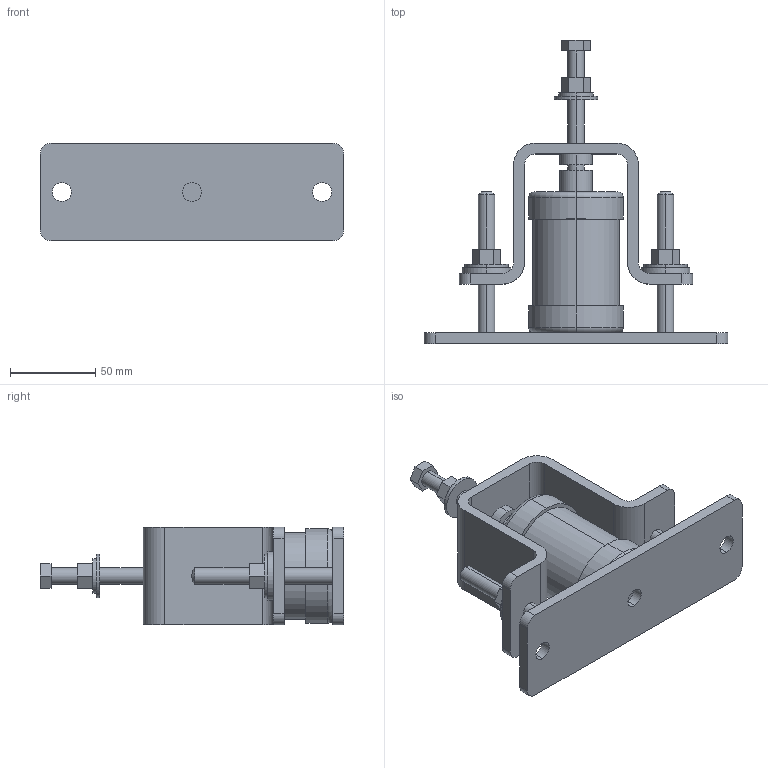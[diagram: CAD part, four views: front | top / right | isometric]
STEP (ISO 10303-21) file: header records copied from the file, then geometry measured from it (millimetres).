
FILE_DESCRIPTION (( 'STEP AP203' ), '1' );
FILE_NAME ('SMSR-AT Rev D.STEP', '2024-02-05T14:32:35', ( '' ), ( '' ), 'SwSTEP 2.0', 'SolidWorks 2016', '' );
FILE_SCHEMA (( 'CONFIG_CONTROL_DESIGN' ));
Length unit declared in the file: inch
Products named in the file (1): SMSR-AT Rev D
Bounding box: 177.8 x 177.8 x 57.15 mm (x, y, z)
Volume: 370744.4 mm3; surface area: 83118.3 mm2
Topology: 1 solids, 1 shells, 130 faces, 316 edges, 208 vertices
Faces by surface type: plane 64, cylinder 58, cone 4, torus 4
Entity records: 3991 total; most frequent: CARTESIAN_POINT 709, DIRECTION 706, ORIENTED_EDGE 632, EDGE_CURVE 316, AXIS2_PLACEMENT_3D 261, VERTEX_POINT 208, LINE 184, VECTOR 184
